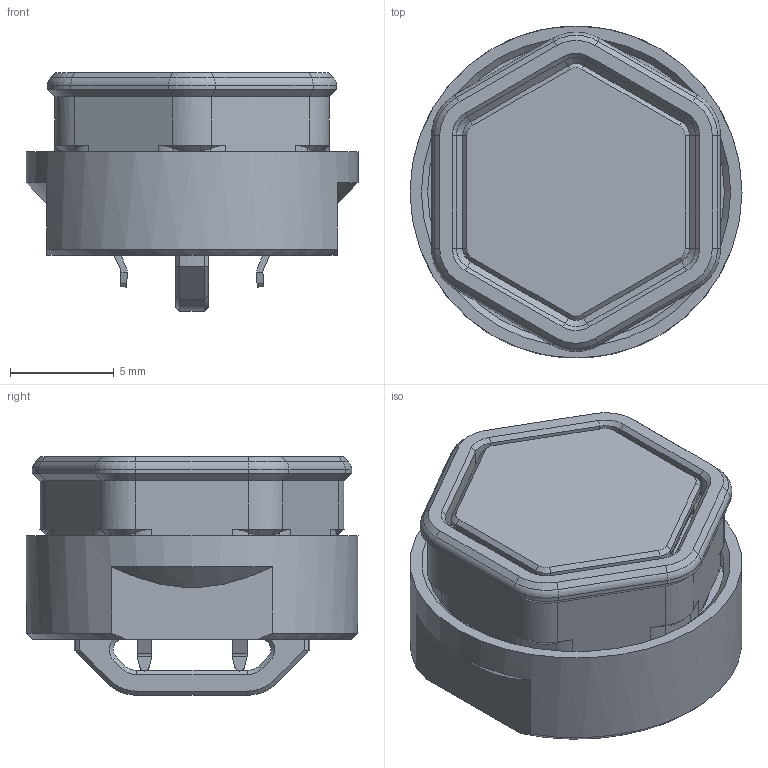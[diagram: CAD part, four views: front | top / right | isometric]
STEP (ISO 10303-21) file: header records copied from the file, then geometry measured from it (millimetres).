
FILE_DESCRIPTION(/* description */ (''),/* implementation_level */ '2;1');
FILE_NAME(/* name */ 'V01-skirt-button.step',/* time_stamp */ '2021-11-22T22:11:53+01:00',/* author */ (''),/* organization */ (''),/* preprocessor_version */ 'ST-DEVELOPER v18.1',/* originating_system */ 'Autodesk Translation Framework v10.10.0.1391',/* authorisation */ '');
FILE_SCHEMA (('AUTOMOTIVE_DESIGN { 1 0 10303 214 3 1 1 }'));
Length unit declared in the file: millimetre
Products named in the file (5): Skirt-button; Button; Nut; Lock; tactileswitch 6x6x5
Assembly tree (4 placements, depth 2):
  Skirt-button
    Button
    Nut
    Lock
    tactileswitch 6x6x5
Bounding box: 16 x 16 x 11.5 mm (x, y, z)
Volume: 1191.8 mm3; surface area: 2306.4 mm2
Topology: 5 solids, 5 shells, 754 faces, 1821 edges, 1057 vertices
Faces by surface type: plane 312, cylinder 245, cone 99, torus 39, bspline 35, sphere 24
Full cylindrical faces by diameter (mm): 1.092 x4, 11.535 x2, 12.652 x3, 14.3 x1, 16 x1
Entity records: 25225 total; most frequent: CARTESIAN_POINT 7593, DIRECTION 3725, ORIENTED_EDGE 3586, EDGE_CURVE 1793, AXIS2_PLACEMENT_3D 1336, VERTEX_POINT 1057, LINE 1053, VECTOR 1053
